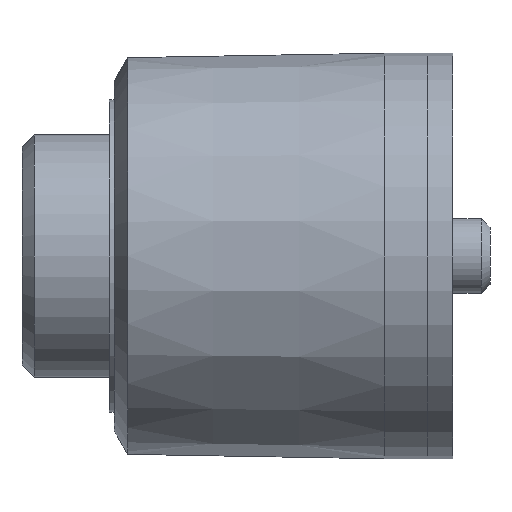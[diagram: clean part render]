
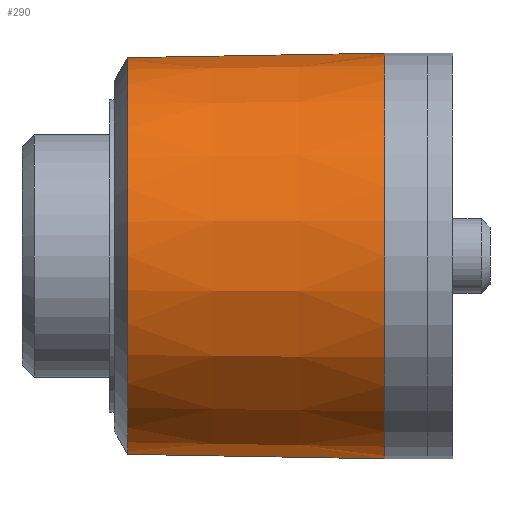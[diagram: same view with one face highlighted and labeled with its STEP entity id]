
A CAD part, front view. The second image highlights one B-rep face of the part: STEP entity #290.
In plain terms, the highlighted conical face has half-angle 1 degrees and reference radius 16.51 mm.
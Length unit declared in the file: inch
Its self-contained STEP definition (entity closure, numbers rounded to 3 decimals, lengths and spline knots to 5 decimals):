
#24 = CARTESIAN_POINT ( 'NONE',  ( 0.33906, 0., 0.63563 ) ) ;
#33 = CARTESIAN_POINT ( 'NONE',  ( 1.1622, 0., -0.65 ) ) ;
#97 = AXIS2_PLACEMENT_3D ( 'NONE', #552, #1070, #1477 ) ;
#290 = ADVANCED_FACE ( 'NONE', ( #610 ), #1526, .T. ) ;
#309 = VECTOR ( 'NONE', #1786, 39.37008 ) ;
#420 = DIRECTION ( 'NONE',  ( 1., 0., 0. ) ) ;
#488 = CARTESIAN_POINT ( 'NONE',  ( 0.33906, 0., -0.63563 ) ) ;
#528 = AXIS2_PLACEMENT_3D ( 'NONE', #1504, #420, #2192 ) ;
#544 = VECTOR ( 'NONE', #855, 39.37008 ) ;
#552 = CARTESIAN_POINT ( 'NONE',  ( 0.33906, 0., 0. ) ) ;
#610 = FACE_OUTER_BOUND ( 'NONE', #1136, .T. ) ;
#621 = VERTEX_POINT ( 'NONE', #937 ) ;
#701 = ORIENTED_EDGE ( 'NONE', *, *, #1531, .F. ) ;
#779 = VERTEX_POINT ( 'NONE', #24 ) ;
#790 = ORIENTED_EDGE ( 'NONE', *, *, #1906, .F. ) ;
#814 = DIRECTION ( 'NONE',  ( 1., 0., 0. ) ) ;
#821 = ORIENTED_EDGE ( 'NONE', *, *, #2231, .F. ) ;
#855 = DIRECTION ( 'NONE',  ( -1., 0., 0.017 ) ) ;
#891 = LINE ( 'NONE', #1634, #309 ) ;
#892 = ORIENTED_EDGE ( 'NONE', *, *, #1008, .F. ) ;
#926 = CARTESIAN_POINT ( 'NONE',  ( 1.1622, 0., 0.65 ) ) ;
#937 = CARTESIAN_POINT ( 'NONE',  ( 0.33906, 0., -0.63563 ) ) ;
#943 = VERTEX_POINT ( 'NONE', #926 ) ;
#1008 = EDGE_CURVE ( 'NONE', #1374, #621, #2081, .T. ) ;
#1070 = DIRECTION ( 'NONE',  ( -1., 0., 0. ) ) ;
#1136 = EDGE_LOOP ( 'NONE', ( #790, #701, #892, #821 ) ) ;
#1236 = AXIS2_PLACEMENT_3D ( 'NONE', #2009, #814, #2207 ) ;
#1374 = VERTEX_POINT ( 'NONE', #33 ) ;
#1477 = DIRECTION ( 'NONE',  ( 0., 0., -1. ) ) ;
#1504 = CARTESIAN_POINT ( 'NONE',  ( 1.1622, 0., 0. ) ) ;
#1505 = CIRCLE ( 'NONE', #97, 0.63563 ) ;
#1526 = CONICAL_SURFACE ( 'NONE', #528, 0.65, 0.017 ) ;
#1531 = EDGE_CURVE ( 'NONE', #621, #779, #1505, .T. ) ;
#1634 = CARTESIAN_POINT ( 'NONE',  ( 1.9685, 0., 0.66407 ) ) ;
#1786 = DIRECTION ( 'NONE',  ( 1., 0., 0.017 ) ) ;
#1906 = EDGE_CURVE ( 'NONE', #779, #943, #891, .T. ) ;
#2009 = CARTESIAN_POINT ( 'NONE',  ( 1.1622, 0., 0. ) ) ;
#2027 = CIRCLE ( 'NONE', #1236, 0.65 ) ;
#2081 = LINE ( 'NONE', #488, #544 ) ;
#2192 = DIRECTION ( 'NONE',  ( 0., 1., 0. ) ) ;
#2207 = DIRECTION ( 'NONE',  ( 0., 0., 1. ) ) ;
#2231 = EDGE_CURVE ( 'NONE', #943, #1374, #2027, .T. ) ;
